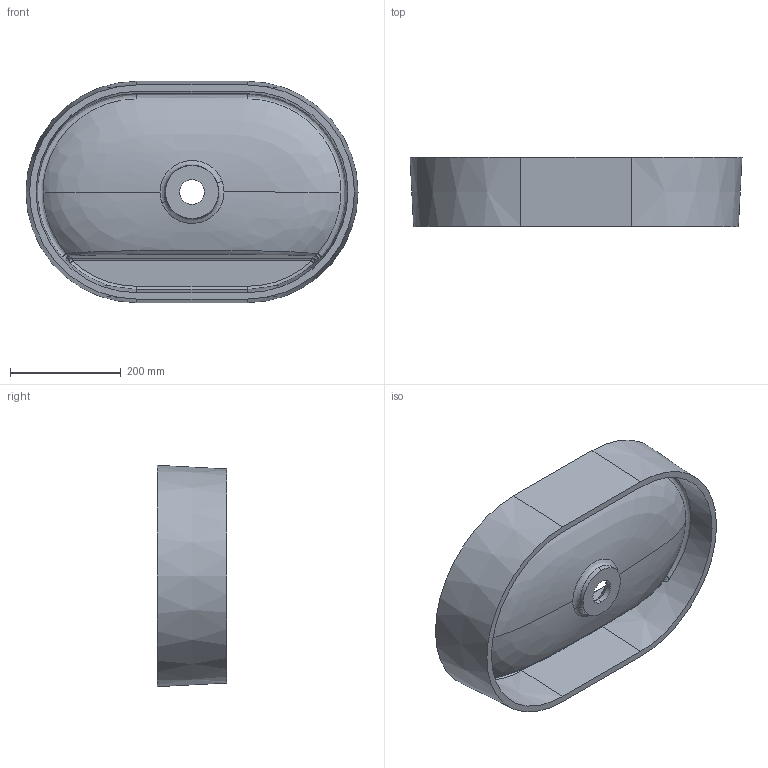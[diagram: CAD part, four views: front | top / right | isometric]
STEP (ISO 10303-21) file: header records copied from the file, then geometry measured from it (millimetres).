
FILE_DESCRIPTION (( 'STEP AP214' ), '1' );
FILE_NAME ('France-áî.STEP', '2020-08-28T05:47:41', ( '' ), ( '' ), 'SwSTEP 2.0', 'SolidWorks 2018', '' );
FILE_SCHEMA (( 'AUTOMOTIVE_DESIGN' ));
Length unit declared in the file: millimetre
Products named in the file (1): France-搿
Bounding box: 600 x 125 x 400 mm (x, y, z)
Volume: 5414498.5 mm3; surface area: 832046.5 mm2
Topology: 1 solids, 1 shells, 60 faces, 147 edges, 88 vertices
Faces by surface type: bspline 31, plane 12, cone 8, cylinder 5, sphere 2, torus 2
Entity records: 15725 total; most frequent: CARTESIAN_POINT 14511, ORIENTED_EDGE 286, DIRECTION 188, EDGE_CURVE 143, VERTEX_POINT 88, AXIS2_PLACEMENT_3D 81, EDGE_LOOP 65, B_SPLINE_CURVE_WITH_KNOTS 64
